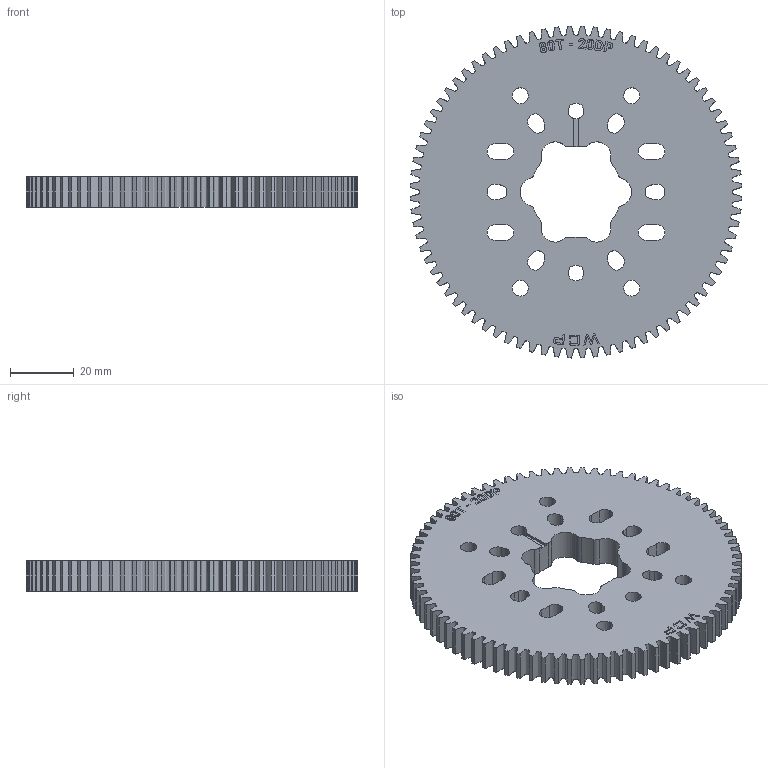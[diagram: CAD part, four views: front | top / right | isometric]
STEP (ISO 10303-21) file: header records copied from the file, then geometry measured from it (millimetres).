
FILE_DESCRIPTION (( 'STEP AP214' ), '1' );
FILE_NAME ('WCP-1214 Rev1.step', '2024-01-05T00:51:53', ( '' ), ( '' ), 'SwSTEP 2.0', 'SolidWorks 2022', '' );
FILE_SCHEMA (( 'AUTOMOTIVE_DESIGN' ));
Length unit declared in the file: inch
Products named in the file (1): WCP-1214 Rev1
Bounding box: 104.1 x 104.1 x 9.53 mm (x, y, z)
Volume: 68076.6 mm3; surface area: 23816.3 mm2
Topology: 1 solids, 1 shells, 406 faces, 1161 edges, 774 vertices
Faces by surface type: cylinder 155, bspline 131, plane 120
Entity records: 39729 total; most frequent: CARTESIAN_POINT 29601, ORIENTED_EDGE 2322, DIRECTION 1765, EDGE_CURVE 1161, VERTEX_POINT 774, AXIS2_PLACEMENT_3D 590, VECTOR 585, LINE 585
